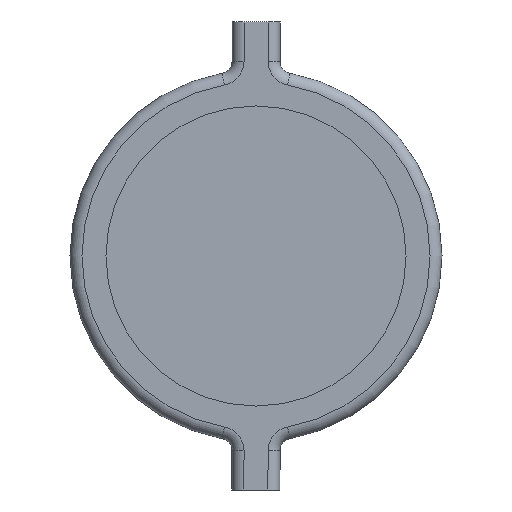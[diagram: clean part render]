
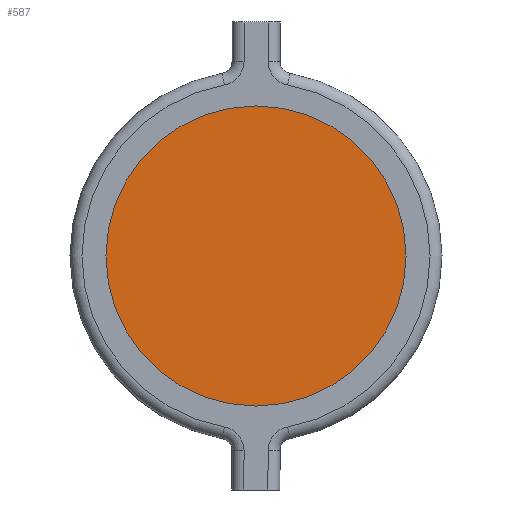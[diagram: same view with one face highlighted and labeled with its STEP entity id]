
A CAD part, left-side view. The second image highlights one B-rep face of the part: STEP entity #587.
In plain terms, the highlighted planar face has unit normal (-1, 0, 0).
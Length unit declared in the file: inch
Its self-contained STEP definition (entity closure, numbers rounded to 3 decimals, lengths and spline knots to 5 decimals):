
#29 = AXIS2_PLACEMENT_3D ( 'NONE', #33, #547, #97 ) ;
#33 = CARTESIAN_POINT ( 'NONE',  ( -0.155, 0., 0. ) ) ;
#97 = DIRECTION ( 'NONE',  ( 0., 0., 1. ) ) ;
#137 = CARTESIAN_POINT ( 'NONE',  ( -0.155, 0., 0.0625 ) ) ;
#164 = ORIENTED_EDGE ( 'NONE', *, *, #776, .T. ) ;
#284 = EDGE_CURVE ( 'NONE', #527, #896, #382, .T. ) ;
#295 = AXIS2_PLACEMENT_3D ( 'NONE', #639, #861, #352 ) ;
#329 = CARTESIAN_POINT ( 'NONE',  ( -0.155, 0., 0. ) ) ;
#352 = DIRECTION ( 'NONE',  ( 0., 0., 1. ) ) ;
#379 = CIRCLE ( 'NONE', #29, 0.0625 ) ;
#382 = CIRCLE ( 'NONE', #577, 0.0625 ) ;
#425 = PLANE ( 'NONE',  #295 ) ;
#462 = ORIENTED_EDGE ( 'NONE', *, *, #284, .T. ) ;
#527 = VERTEX_POINT ( 'NONE', #137 ) ;
#547 = DIRECTION ( 'NONE',  ( -1., 0., 0. ) ) ;
#548 = DIRECTION ( 'NONE',  ( 0., 0., 1. ) ) ;
#577 = AXIS2_PLACEMENT_3D ( 'NONE', #329, #617, #548 ) ;
#587 = ADVANCED_FACE ( 'NONE', ( #754 ), #425, .T. ) ;
#617 = DIRECTION ( 'NONE',  ( -1., 0., 0. ) ) ;
#639 = CARTESIAN_POINT ( 'NONE',  ( -0.155, 0., 0. ) ) ;
#653 = EDGE_LOOP ( 'NONE', ( #164, #462 ) ) ;
#703 = CARTESIAN_POINT ( 'NONE',  ( -0.155, 0., -0.0625 ) ) ;
#754 = FACE_OUTER_BOUND ( 'NONE', #653, .T. ) ;
#776 = EDGE_CURVE ( 'NONE', #896, #527, #379, .T. ) ;
#861 = DIRECTION ( 'NONE',  ( -1., 0., 0. ) ) ;
#896 = VERTEX_POINT ( 'NONE', #703 ) ;
